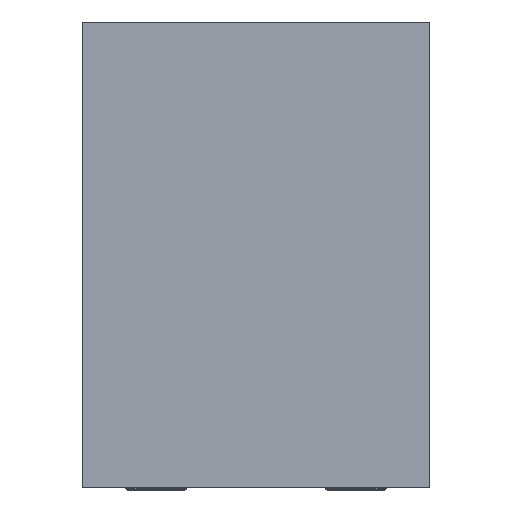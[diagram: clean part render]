
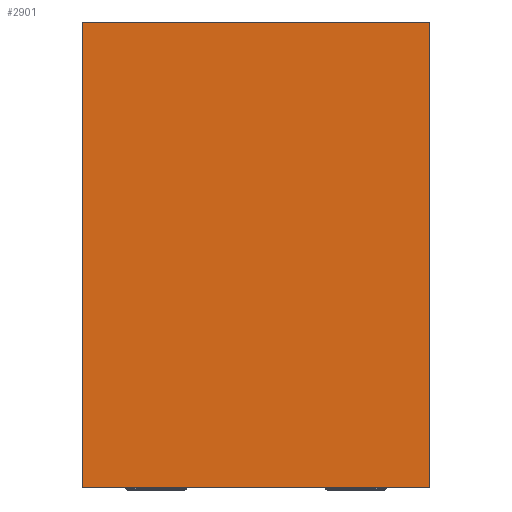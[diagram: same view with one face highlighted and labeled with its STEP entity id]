
A CAD part, top view. The second image highlights one B-rep face of the part: STEP entity #2901.
In plain terms, the highlighted planar face has unit normal (0, 0, 1).
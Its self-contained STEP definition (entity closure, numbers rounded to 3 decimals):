
#184 = PLANE('',#185);
#185 = AXIS2_PLACEMENT_3D('',#186,#187,#188);
#186 = CARTESIAN_POINT('',(-7.95,10.65,0.));
#187 = DIRECTION('',(0.,1.,0.));
#188 = DIRECTION('',(1.,0.,0.));
#212 = PLANE('',#213);
#213 = AXIS2_PLACEMENT_3D('',#214,#215,#216);
#214 = CARTESIAN_POINT('',(-7.95,-10.65,0.));
#215 = DIRECTION('',(-1.,0.,0.));
#216 = DIRECTION('',(0.,1.,0.));
#347 = PLANE('',#348);
#348 = AXIS2_PLACEMENT_3D('',#349,#350,#351);
#349 = CARTESIAN_POINT('',(7.95,-10.65,0.));
#350 = DIRECTION('',(0.,-1.,0.));
#351 = DIRECTION('',(-1.,0.,0.));
#375 = PLANE('',#376);
#376 = AXIS2_PLACEMENT_3D('',#377,#378,#379);
#377 = CARTESIAN_POINT('',(7.95,10.65,0.));
#378 = DIRECTION('',(1.,0.,0.));
#379 = DIRECTION('',(0.,-1.,0.));
#1028 = VERTEX_POINT('',#1029);
#1029 = CARTESIAN_POINT('',(-7.95,10.65,13.6));
#1050 = EDGE_CURVE('',#1028,#1051,#1053,.T.);
#1051 = VERTEX_POINT('',#1052);
#1052 = CARTESIAN_POINT('',(7.95,10.65,13.6));
#1053 = SURFACE_CURVE('',#1054,(#1058,#1065),.PCURVE_S1.);
#1054 = LINE('',#1055,#1056);
#1055 = CARTESIAN_POINT('',(-7.95,10.65,13.6));
#1056 = VECTOR('',#1057,1.);
#1057 = DIRECTION('',(1.,0.,0.));
#1058 = PCURVE('',#184,#1059);
#1059 = DEFINITIONAL_REPRESENTATION('',(#1060),#1064);
#1060 = LINE('',#1061,#1062);
#1061 = CARTESIAN_POINT('',(0.,-13.6));
#1062 = VECTOR('',#1063,1.);
#1063 = DIRECTION('',(1.,0.));
#1064 = ( GEOMETRIC_REPRESENTATION_CONTEXT(2) 
PARAMETRIC_REPRESENTATION_CONTEXT() REPRESENTATION_CONTEXT('2D SPACE',''
  ) );
#1065 = PCURVE('',#1066,#1071);
#1066 = PLANE('',#1067);
#1067 = AXIS2_PLACEMENT_3D('',#1068,#1069,#1070);
#1068 = CARTESIAN_POINT('',(-7.95,10.65,13.6));
#1069 = DIRECTION('',(0.,0.,1.));
#1070 = DIRECTION('',(1.,0.,0.));
#1071 = DEFINITIONAL_REPRESENTATION('',(#1072),#1076);
#1072 = LINE('',#1073,#1074);
#1073 = CARTESIAN_POINT('',(0.,0.));
#1074 = VECTOR('',#1075,1.);
#1075 = DIRECTION('',(1.,0.));
#1076 = ( GEOMETRIC_REPRESENTATION_CONTEXT(2) 
PARAMETRIC_REPRESENTATION_CONTEXT() REPRESENTATION_CONTEXT('2D SPACE',''
  ) );
#1104 = VERTEX_POINT('',#1105);
#1105 = CARTESIAN_POINT('',(-7.95,-10.65,13.6));
#1126 = EDGE_CURVE('',#1104,#1028,#1127,.T.);
#1127 = SURFACE_CURVE('',#1128,(#1132,#1139),.PCURVE_S1.);
#1128 = LINE('',#1129,#1130);
#1129 = CARTESIAN_POINT('',(-7.95,-10.65,13.6));
#1130 = VECTOR('',#1131,1.);
#1131 = DIRECTION('',(0.,1.,0.));
#1132 = PCURVE('',#212,#1133);
#1133 = DEFINITIONAL_REPRESENTATION('',(#1134),#1138);
#1134 = LINE('',#1135,#1136);
#1135 = CARTESIAN_POINT('',(0.,-13.6));
#1136 = VECTOR('',#1137,1.);
#1137 = DIRECTION('',(1.,0.));
#1138 = ( GEOMETRIC_REPRESENTATION_CONTEXT(2) 
PARAMETRIC_REPRESENTATION_CONTEXT() REPRESENTATION_CONTEXT('2D SPACE',''
  ) );
#1139 = PCURVE('',#1066,#1140);
#1140 = DEFINITIONAL_REPRESENTATION('',(#1141),#1145);
#1141 = LINE('',#1142,#1143);
#1142 = CARTESIAN_POINT('',(0.,-21.3));
#1143 = VECTOR('',#1144,1.);
#1144 = DIRECTION('',(0.,1.));
#1145 = ( GEOMETRIC_REPRESENTATION_CONTEXT(2) 
PARAMETRIC_REPRESENTATION_CONTEXT() REPRESENTATION_CONTEXT('2D SPACE',''
  ) );
#1180 = EDGE_CURVE('',#1051,#1181,#1183,.T.);
#1181 = VERTEX_POINT('',#1182);
#1182 = CARTESIAN_POINT('',(7.95,-10.65,13.6));
#1183 = SURFACE_CURVE('',#1184,(#1188,#1195),.PCURVE_S1.);
#1184 = LINE('',#1185,#1186);
#1185 = CARTESIAN_POINT('',(7.95,10.65,13.6));
#1186 = VECTOR('',#1187,1.);
#1187 = DIRECTION('',(0.,-1.,0.));
#1188 = PCURVE('',#375,#1189);
#1189 = DEFINITIONAL_REPRESENTATION('',(#1190),#1194);
#1190 = LINE('',#1191,#1192);
#1191 = CARTESIAN_POINT('',(0.,-13.6));
#1192 = VECTOR('',#1193,1.);
#1193 = DIRECTION('',(1.,0.));
#1194 = ( GEOMETRIC_REPRESENTATION_CONTEXT(2) 
PARAMETRIC_REPRESENTATION_CONTEXT() REPRESENTATION_CONTEXT('2D SPACE',''
  ) );
#1195 = PCURVE('',#1066,#1196);
#1196 = DEFINITIONAL_REPRESENTATION('',(#1197),#1201);
#1197 = LINE('',#1198,#1199);
#1198 = CARTESIAN_POINT('',(15.9,0.));
#1199 = VECTOR('',#1200,1.);
#1200 = DIRECTION('',(0.,-1.));
#1201 = ( GEOMETRIC_REPRESENTATION_CONTEXT(2) 
PARAMETRIC_REPRESENTATION_CONTEXT() REPRESENTATION_CONTEXT('2D SPACE',''
  ) );
#1716 = EDGE_CURVE('',#1181,#1104,#1717,.T.);
#1717 = SURFACE_CURVE('',#1718,(#1722,#1729),.PCURVE_S1.);
#1718 = LINE('',#1719,#1720);
#1719 = CARTESIAN_POINT('',(7.95,-10.65,13.6));
#1720 = VECTOR('',#1721,1.);
#1721 = DIRECTION('',(-1.,0.,0.));
#1722 = PCURVE('',#347,#1723);
#1723 = DEFINITIONAL_REPRESENTATION('',(#1724),#1728);
#1724 = LINE('',#1725,#1726);
#1725 = CARTESIAN_POINT('',(0.,-13.6));
#1726 = VECTOR('',#1727,1.);
#1727 = DIRECTION('',(1.,0.));
#1728 = ( GEOMETRIC_REPRESENTATION_CONTEXT(2) 
PARAMETRIC_REPRESENTATION_CONTEXT() REPRESENTATION_CONTEXT('2D SPACE',''
  ) );
#1729 = PCURVE('',#1066,#1730);
#1730 = DEFINITIONAL_REPRESENTATION('',(#1731),#1735);
#1731 = LINE('',#1732,#1733);
#1732 = CARTESIAN_POINT('',(15.9,-21.3));
#1733 = VECTOR('',#1734,1.);
#1734 = DIRECTION('',(-1.,0.));
#1735 = ( GEOMETRIC_REPRESENTATION_CONTEXT(2) 
PARAMETRIC_REPRESENTATION_CONTEXT() REPRESENTATION_CONTEXT('2D SPACE',''
  ) );
#2901 = ADVANCED_FACE('',(#2902),#1066,.T.);
#2902 = FACE_BOUND('',#2903,.F.);
#2903 = EDGE_LOOP('',(#2904,#2905,#2906,#2907));
#2904 = ORIENTED_EDGE('',*,*,#1050,.T.);
#2905 = ORIENTED_EDGE('',*,*,#1180,.T.);
#2906 = ORIENTED_EDGE('',*,*,#1716,.T.);
#2907 = ORIENTED_EDGE('',*,*,#1126,.T.);
